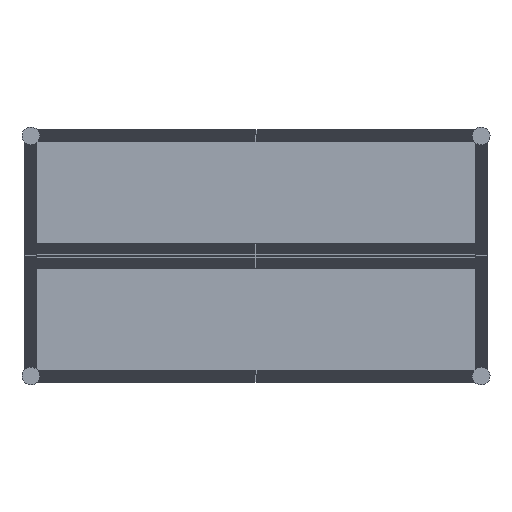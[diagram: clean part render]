
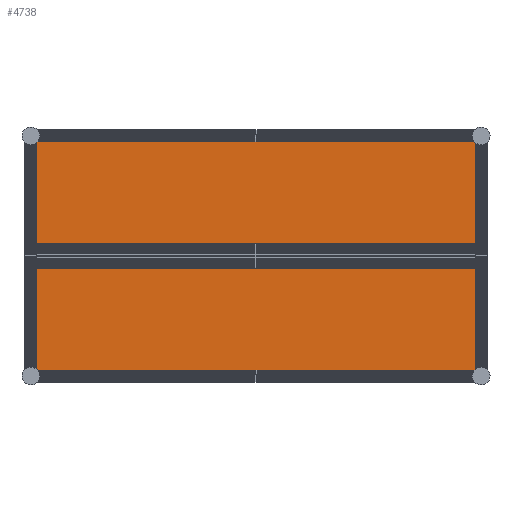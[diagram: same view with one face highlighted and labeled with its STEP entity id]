
A CAD part, front view. The second image highlights one B-rep face of the part: STEP entity #4738.
In plain terms, the highlighted face is planar.
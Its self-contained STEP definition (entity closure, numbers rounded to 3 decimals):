
#4738=ADVANCED_FACE('',(#20619,#20621,#20623,#20625,#20627,#20629,#20631,#20633,
#20635,#20637,#20639),#20641,.F.);
#20619=FACE_BOUND('',#20620,.T.);
#20620=EDGE_LOOP('',(#32612,#32613,#32614,#32615));
#20621=FACE_BOUND('',#20622,.T.);
#20622=EDGE_LOOP('',(#32616));
#20623=FACE_BOUND('',#20624,.T.);
#20624=EDGE_LOOP('',(#32617));
#20625=FACE_BOUND('',#20626,.T.);
#20626=EDGE_LOOP('',(#32618));
#20627=FACE_BOUND('',#20628,.T.);
#20628=EDGE_LOOP('',(#32619));
#20629=FACE_BOUND('',#20630,.T.);
#20630=EDGE_LOOP('',(#32620));
#20631=FACE_BOUND('',#20632,.T.);
#20632=EDGE_LOOP('',(#32621));
#20633=FACE_BOUND('',#20634,.T.);
#20634=EDGE_LOOP('',(#32622));
#20635=FACE_BOUND('',#20636,.T.);
#20636=EDGE_LOOP('',(#32623));
#20637=FACE_BOUND('',#20638,.T.);
#20638=EDGE_LOOP('',(#32624));
#20639=FACE_BOUND('',#20640,.T.);
#20640=EDGE_LOOP('',(#32625));
#20641=PLANE('',#20642);
#20642=AXIS2_PLACEMENT_3D('',#20643,#20644,#20645);
#20643=CARTESIAN_POINT('',(0.,0.,0.));
#20644=DIRECTION('',(0.,0.,1.));
#20645=DIRECTION('',(1.,0.,0.));
#32612=ORIENTED_EDGE('',*,*,#38319,.F.);
#32613=ORIENTED_EDGE('',*,*,#38320,.F.);
#32614=ORIENTED_EDGE('',*,*,#38321,.F.);
#32615=ORIENTED_EDGE('',*,*,#38322,.F.);
#32616=ORIENTED_EDGE('',*,*,#38323,.T.);
#32617=ORIENTED_EDGE('',*,*,#38324,.T.);
#32618=ORIENTED_EDGE('',*,*,#38325,.T.);
#32619=ORIENTED_EDGE('',*,*,#38326,.T.);
#32620=ORIENTED_EDGE('',*,*,#38327,.T.);
#32621=ORIENTED_EDGE('',*,*,#38328,.T.);
#32622=ORIENTED_EDGE('',*,*,#38329,.T.);
#32623=ORIENTED_EDGE('',*,*,#38330,.T.);
#32624=ORIENTED_EDGE('',*,*,#38331,.T.);
#32625=ORIENTED_EDGE('',*,*,#38332,.T.);
#38319=EDGE_CURVE('',#47417,#47418,#47419,.T.);
#38320=EDGE_CURVE('',#47420,#47417,#47421,.T.);
#38321=EDGE_CURVE('',#47422,#47420,#47423,.T.);
#38322=EDGE_CURVE('',#47418,#47422,#47424,.T.);
#38323=EDGE_CURVE('',#47425,#47425,#47426,.T.);
#38324=EDGE_CURVE('',#47427,#47427,#47428,.T.);
#38325=EDGE_CURVE('',#47429,#47429,#47430,.T.);
#38326=EDGE_CURVE('',#47431,#47431,#47432,.T.);
#38327=EDGE_CURVE('',#47433,#47433,#47434,.T.);
#38328=EDGE_CURVE('',#47435,#47435,#47436,.T.);
#38329=EDGE_CURVE('',#47437,#47437,#47438,.T.);
#38330=EDGE_CURVE('',#47439,#47439,#47440,.T.);
#38331=EDGE_CURVE('',#47441,#47441,#47442,.T.);
#38332=EDGE_CURVE('',#47443,#47443,#47444,.T.);
#47417=VERTEX_POINT('',#70634);
#47418=VERTEX_POINT('',#70635);
#47419=LINE('',#70636,#70637);
#47420=VERTEX_POINT('',#70639);
#47421=LINE('',#70640,#70641);
#47422=VERTEX_POINT('',#70643);
#47423=LINE('',#70644,#70645);
#47424=LINE('',#70647,#70648);
#47425=VERTEX_POINT('',#70650);
#47426=CIRCLE('',#70651,4.1);
#47427=VERTEX_POINT('',#70655);
#47428=CIRCLE('',#70656,4.1);
#47429=VERTEX_POINT('',#70660);
#47430=CIRCLE('',#70661,4.1);
#47431=VERTEX_POINT('',#70665);
#47432=CIRCLE('',#70666,4.1);
#47433=VERTEX_POINT('',#70670);
#47434=CIRCLE('',#70671,4.1);
#47435=VERTEX_POINT('',#70675);
#47436=CIRCLE('',#70676,4.1);
#47437=VERTEX_POINT('',#70680);
#47438=CIRCLE('',#70681,4.1);
#47439=VERTEX_POINT('',#70685);
#47440=CIRCLE('',#70686,4.1);
#47441=VERTEX_POINT('',#70690);
#47442=CIRCLE('',#70691,4.1);
#47443=VERTEX_POINT('',#70695);
#47444=CIRCLE('',#70696,4.1);
#70634=CARTESIAN_POINT('',(770.,-420.,0.));
#70635=CARTESIAN_POINT('',(770.,420.,0.));
#70636=CARTESIAN_POINT('',(770.,-420.,0.));
#70637=VECTOR('',#70638,1.);
#70638=DIRECTION('',(0.,1.,0.));
#70639=CARTESIAN_POINT('',(-770.,-420.,0.));
#70640=CARTESIAN_POINT('',(-770.,-420.,0.));
#70641=VECTOR('',#70642,1.);
#70642=DIRECTION('',(1.,0.,0.));
#70643=CARTESIAN_POINT('',(-770.,420.,0.));
#70644=CARTESIAN_POINT('',(-770.,420.,0.));
#70645=VECTOR('',#70646,1.);
#70646=DIRECTION('',(0.,-1.,0.));
#70647=CARTESIAN_POINT('',(770.,420.,0.));
#70648=VECTOR('',#70649,1.);
#70649=DIRECTION('',(-1.,0.,0.));
#70650=CARTESIAN_POINT('',(-750.,4.1,0.));
#70651=AXIS2_PLACEMENT_3D('',#70652,#70653,#70654);
#70652=CARTESIAN_POINT('',(-750.,0.,0.));
#70653=DIRECTION('',(0.,0.,1.));
#70654=DIRECTION('',(0.,1.,0.));
#70655=CARTESIAN_POINT('',(-750.,404.1,0.));
#70656=AXIS2_PLACEMENT_3D('',#70657,#70658,#70659);
#70657=CARTESIAN_POINT('',(-750.,400.,0.));
#70658=DIRECTION('',(0.,0.,1.));
#70659=DIRECTION('',(0.,1.,0.));
#70660=CARTESIAN_POINT('',(-250.,-395.9,0.));
#70661=AXIS2_PLACEMENT_3D('',#70662,#70663,#70664);
#70662=CARTESIAN_POINT('',(-250.,-400.,0.));
#70663=DIRECTION('',(0.,0.,1.));
#70664=DIRECTION('',(0.,1.,0.));
#70665=CARTESIAN_POINT('',(-250.,404.1,0.));
#70666=AXIS2_PLACEMENT_3D('',#70667,#70668,#70669);
#70667=CARTESIAN_POINT('',(-250.,400.,0.));
#70668=DIRECTION('',(0.,0.,1.));
#70669=DIRECTION('',(0.,1.,0.));
#70670=CARTESIAN_POINT('',(250.,-395.9,0.));
#70671=AXIS2_PLACEMENT_3D('',#70672,#70673,#70674);
#70672=CARTESIAN_POINT('',(250.,-400.,0.));
#70673=DIRECTION('',(0.,0.,1.));
#70674=DIRECTION('',(0.,1.,0.));
#70675=CARTESIAN_POINT('',(250.,404.1,0.));
#70676=AXIS2_PLACEMENT_3D('',#70677,#70678,#70679);
#70677=CARTESIAN_POINT('',(250.,400.,0.));
#70678=DIRECTION('',(0.,0.,1.));
#70679=DIRECTION('',(0.,1.,0.));
#70680=CARTESIAN_POINT('',(750.,-395.9,0.));
#70681=AXIS2_PLACEMENT_3D('',#70682,#70683,#70684);
#70682=CARTESIAN_POINT('',(750.,-400.,0.));
#70683=DIRECTION('',(0.,0.,1.));
#70684=DIRECTION('',(0.,1.,0.));
#70685=CARTESIAN_POINT('',(750.,4.1,0.));
#70686=AXIS2_PLACEMENT_3D('',#70687,#70688,#70689);
#70687=CARTESIAN_POINT('',(750.,0.,0.));
#70688=DIRECTION('',(0.,0.,1.));
#70689=DIRECTION('',(0.,1.,0.));
#70690=CARTESIAN_POINT('',(750.,404.1,0.));
#70691=AXIS2_PLACEMENT_3D('',#70692,#70693,#70694);
#70692=CARTESIAN_POINT('',(750.,400.,0.));
#70693=DIRECTION('',(0.,0.,1.));
#70694=DIRECTION('',(0.,1.,0.));
#70695=CARTESIAN_POINT('',(-750.,-395.9,0.));
#70696=AXIS2_PLACEMENT_3D('',#70697,#70698,#70699);
#70697=CARTESIAN_POINT('',(-750.,-400.,0.));
#70698=DIRECTION('',(0.,0.,1.));
#70699=DIRECTION('',(0.,1.,0.));
